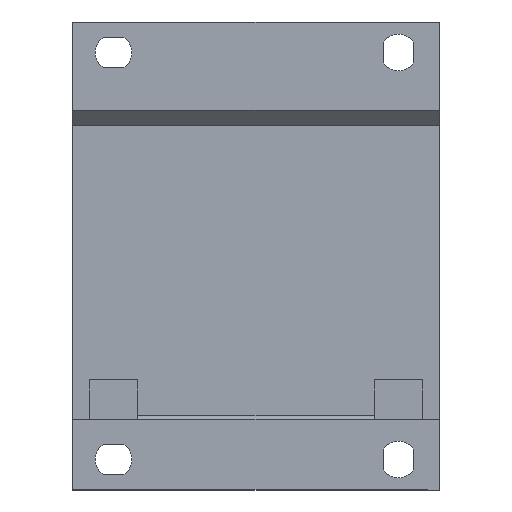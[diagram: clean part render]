
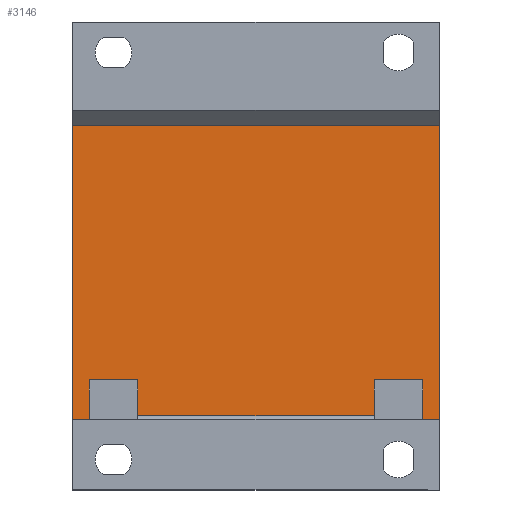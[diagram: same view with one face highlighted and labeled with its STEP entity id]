
A CAD part, front view. The second image highlights one B-rep face of the part: STEP entity #3146.
In plain terms, the highlighted planar face has unit normal (0, -1, 0).
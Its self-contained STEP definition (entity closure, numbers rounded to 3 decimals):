
#79 = CARTESIAN_POINT ( 'NONE',  ( 20.5, 3.932, -20.1 ) ) ;
#337 = VECTOR ( 'NONE', #2005, 1000. ) ;
#408 = DIRECTION ( 'NONE',  ( 1., 0., 0. ) ) ;
#419 = LINE ( 'NONE', #2167, #3842 ) ;
#646 = VECTOR ( 'NONE', #1954, 1000. ) ;
#795 = ORIENTED_EDGE ( 'NONE', *, *, #7412, .F. ) ;
#849 = CARTESIAN_POINT ( 'NONE',  ( 14.5, 3.932, -19.6 ) ) ;
#912 = DIRECTION ( 'NONE',  ( 0., 0., 1. ) ) ;
#1469 = EDGE_CURVE ( 'NONE', #8139, #5537, #8028, .T. ) ;
#1474 = VECTOR ( 'NONE', #6302, 1000. ) ;
#1712 = EDGE_CURVE ( 'NONE', #4438, #5537, #419, .T. ) ;
#1820 = DIRECTION ( 'NONE',  ( -1., 0., 0. ) ) ;
#1912 = CARTESIAN_POINT ( 'NONE',  ( 14.5, 3.932, -20.1 ) ) ;
#1954 = DIRECTION ( 'NONE',  ( 0., 0., -1. ) ) ;
#2005 = DIRECTION ( 'NONE',  ( 1., 0., 0. ) ) ;
#2067 = VECTOR ( 'NONE', #8200, 1000. ) ;
#2117 = VECTOR ( 'NONE', #408, 1000. ) ;
#2133 = CARTESIAN_POINT ( 'NONE',  ( 22.5, 3.932, -20.1 ) ) ;
#2167 = CARTESIAN_POINT ( 'NONE',  ( -14.5, 3.932, -20.1 ) ) ;
#2395 = CARTESIAN_POINT ( 'NONE',  ( -20.5, 3.932, -17.711 ) ) ;
#2587 = VERTEX_POINT ( 'NONE', #849 ) ;
#2631 = EDGE_CURVE ( 'NONE', #6505, #4455, #6061, .T. ) ;
#2755 = CARTESIAN_POINT ( 'NONE',  ( -22.5, 3.932, -20.1 ) ) ;
#2897 = ORIENTED_EDGE ( 'NONE', *, *, #5388, .F. ) ;
#2914 = VERTEX_POINT ( 'NONE', #5868 ) ;
#3096 = LINE ( 'NONE', #7785, #3198 ) ;
#3146 = ADVANCED_FACE ( 'NONE', ( #4557 ), #3824, .T. ) ;
#3187 = CARTESIAN_POINT ( 'NONE',  ( 22.5, 3.932, -17.711 ) ) ;
#3198 = VECTOR ( 'NONE', #7851, 1000. ) ;
#3218 = ORIENTED_EDGE ( 'NONE', *, *, #4866, .T. ) ;
#3263 = VECTOR ( 'NONE', #4631, 1000. ) ;
#3280 = VERTEX_POINT ( 'NONE', #3358 ) ;
#3358 = CARTESIAN_POINT ( 'NONE',  ( 20.5, 3.932, -17.711 ) ) ;
#3360 = ORIENTED_EDGE ( 'NONE', *, *, #5399, .T. ) ;
#3509 = DIRECTION ( 'NONE',  ( -1., 0., 0. ) ) ;
#3731 = EDGE_CURVE ( 'NONE', #7173, #3809, #4867, .T. ) ;
#3737 = VECTOR ( 'NONE', #3509, 1000. ) ;
#3809 = VERTEX_POINT ( 'NONE', #2755 ) ;
#3824 = PLANE ( 'NONE',  #6602 ) ;
#3842 = VECTOR ( 'NONE', #912, 1000. ) ;
#4091 = CARTESIAN_POINT ( 'NONE',  ( 22.5, 3.932, 16.99 ) ) ;
#4198 = EDGE_CURVE ( 'NONE', #6184, #3809, #5811, .T. ) ;
#4318 = ORIENTED_EDGE ( 'NONE', *, *, #4623, .T. ) ;
#4429 = CARTESIAN_POINT ( 'NONE',  ( -14.5, 3.932, -17.711 ) ) ;
#4438 = VERTEX_POINT ( 'NONE', #8293 ) ;
#4455 = VERTEX_POINT ( 'NONE', #8529 ) ;
#4529 = VECTOR ( 'NONE', #8889, 1000. ) ;
#4557 = FACE_OUTER_BOUND ( 'NONE', #8712, .T. ) ;
#4569 = DIRECTION ( 'NONE',  ( 0., -1., 0. ) ) ;
#4593 = CARTESIAN_POINT ( 'NONE',  ( 22.5, 3.932, 16.99 ) ) ;
#4623 = EDGE_CURVE ( 'NONE', #2914, #3280, #4639, .T. ) ;
#4631 = DIRECTION ( 'NONE',  ( 0., 0., -1. ) ) ;
#4639 = LINE ( 'NONE', #4879, #337 ) ;
#4866 = EDGE_CURVE ( 'NONE', #6505, #6184, #6865, .T. ) ;
#4867 = LINE ( 'NONE', #5339, #8842 ) ;
#4879 = CARTESIAN_POINT ( 'NONE',  ( 22.5, 3.932, -17.711 ) ) ;
#4949 = CARTESIAN_POINT ( 'NONE',  ( 14.5, 3.932, -19.6 ) ) ;
#5045 = LINE ( 'NONE', #4949, #1474 ) ;
#5180 = ORIENTED_EDGE ( 'NONE', *, *, #2631, .F. ) ;
#5339 = CARTESIAN_POINT ( 'NONE',  ( -22.5, 3.932, -20.1 ) ) ;
#5388 = EDGE_CURVE ( 'NONE', #4455, #7221, #5777, .T. ) ;
#5399 = EDGE_CURVE ( 'NONE', #4438, #2587, #5045, .T. ) ;
#5465 = EDGE_CURVE ( 'NONE', #8139, #7173, #3096, .T. ) ;
#5537 = VERTEX_POINT ( 'NONE', #4429 ) ;
#5777 = LINE ( 'NONE', #2133, #3737 ) ;
#5811 = LINE ( 'NONE', #8082, #646 ) ;
#5868 = CARTESIAN_POINT ( 'NONE',  ( 14.5, 3.932, -17.711 ) ) ;
#6061 = LINE ( 'NONE', #7583, #7689 ) ;
#6184 = VERTEX_POINT ( 'NONE', #7109 ) ;
#6252 = LINE ( 'NONE', #8837, #2067 ) ;
#6302 = DIRECTION ( 'NONE',  ( 1., 0., 0. ) ) ;
#6421 = ORIENTED_EDGE ( 'NONE', *, *, #3731, .F. ) ;
#6505 = VERTEX_POINT ( 'NONE', #7328 ) ;
#6602 = AXIS2_PLACEMENT_3D ( 'NONE', #4593, #4569, #1820 ) ;
#6810 = DIRECTION ( 'NONE',  ( 0., 0., -1. ) ) ;
#6865 = LINE ( 'NONE', #4091, #4529 ) ;
#7070 = ORIENTED_EDGE ( 'NONE', *, *, #1469, .T. ) ;
#7109 = CARTESIAN_POINT ( 'NONE',  ( -22.5, 3.932, 16.99 ) ) ;
#7173 = VERTEX_POINT ( 'NONE', #7695 ) ;
#7221 = VERTEX_POINT ( 'NONE', #79 ) ;
#7328 = CARTESIAN_POINT ( 'NONE',  ( 22.5, 3.932, 16.99 ) ) ;
#7412 = EDGE_CURVE ( 'NONE', #2914, #2587, #8005, .T. ) ;
#7583 = CARTESIAN_POINT ( 'NONE',  ( 22.5, 3.932, -0.236 ) ) ;
#7689 = VECTOR ( 'NONE', #6810, 1000. ) ;
#7695 = CARTESIAN_POINT ( 'NONE',  ( -20.5, 3.932, -20.1 ) ) ;
#7785 = CARTESIAN_POINT ( 'NONE',  ( -20.5, 3.932, -20.1 ) ) ;
#7851 = DIRECTION ( 'NONE',  ( 0., 0., -1. ) ) ;
#8005 = LINE ( 'NONE', #1912, #3263 ) ;
#8028 = LINE ( 'NONE', #3187, #2117 ) ;
#8082 = CARTESIAN_POINT ( 'NONE',  ( -22.5, 3.932, 16.99 ) ) ;
#8091 = DIRECTION ( 'NONE',  ( -1., 0., 0. ) ) ;
#8139 = VERTEX_POINT ( 'NONE', #2395 ) ;
#8200 = DIRECTION ( 'NONE',  ( 0., 0., 1. ) ) ;
#8203 = ORIENTED_EDGE ( 'NONE', *, *, #1712, .F. ) ;
#8293 = CARTESIAN_POINT ( 'NONE',  ( -14.5, 3.932, -19.6 ) ) ;
#8310 = ORIENTED_EDGE ( 'NONE', *, *, #5465, .F. ) ;
#8323 = ORIENTED_EDGE ( 'NONE', *, *, #8440, .F. ) ;
#8390 = ORIENTED_EDGE ( 'NONE', *, *, #4198, .T. ) ;
#8440 = EDGE_CURVE ( 'NONE', #7221, #3280, #6252, .T. ) ;
#8529 = CARTESIAN_POINT ( 'NONE',  ( 22.5, 3.932, -20.1 ) ) ;
#8712 = EDGE_LOOP ( 'NONE', ( #8203, #3360, #795, #4318, #8323, #2897, #5180, #3218, #8390, #6421, #8310, #7070 ) ) ;
#8837 = CARTESIAN_POINT ( 'NONE',  ( 20.5, 3.932, -20.1 ) ) ;
#8842 = VECTOR ( 'NONE', #8091, 1000. ) ;
#8889 = DIRECTION ( 'NONE',  ( -1., 0., 0. ) ) ;
